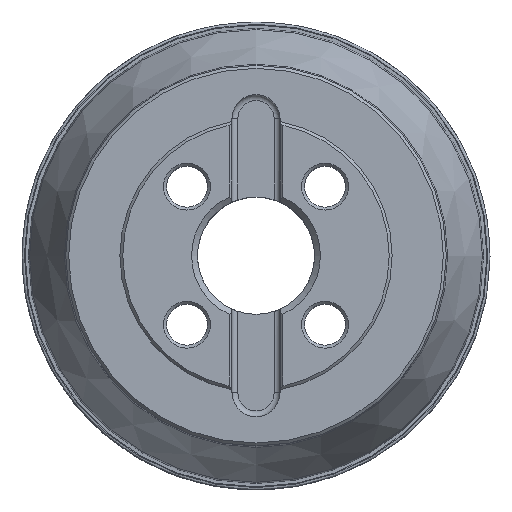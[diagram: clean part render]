
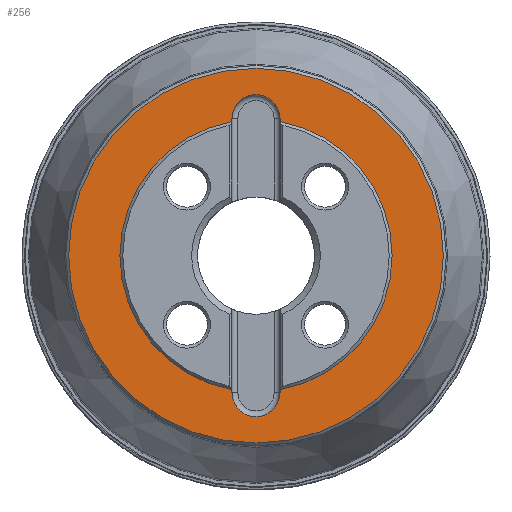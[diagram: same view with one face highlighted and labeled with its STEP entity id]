
A CAD part, top view. The second image highlights one B-rep face of the part: STEP entity #256.
In plain terms, the highlighted planar face has unit normal (0, 0, 1).
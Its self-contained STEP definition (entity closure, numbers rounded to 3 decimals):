
#64=PLANE('',#1341);
#144=LINE('',#2394,#180);
#145=LINE('',#2399,#181);
#146=LINE('',#2403,#182);
#147=LINE('',#2407,#183);
#180=VECTOR('',#1587,1.);
#181=VECTOR('',#1590,1.);
#182=VECTOR('',#1593,1.);
#183=VECTOR('',#1596,1.);
#256=ADVANCED_FACE('',(#425,#426),#64,.F.);
#425=FACE_BOUND('',#540,.T.);
#426=FACE_BOUND('',#541,.T.);
#540=EDGE_LOOP('',(#732));
#541=EDGE_LOOP('',(#733,#734,#735,#736,#737,#738,#739,#740));
#732=ORIENTED_EDGE('',*,*,#1103,.T.);
#733=ORIENTED_EDGE('',*,*,#1104,.F.);
#734=ORIENTED_EDGE('',*,*,#1105,.T.);
#735=ORIENTED_EDGE('',*,*,#1106,.T.);
#736=ORIENTED_EDGE('',*,*,#1107,.T.);
#737=ORIENTED_EDGE('',*,*,#1108,.T.);
#738=ORIENTED_EDGE('',*,*,#1109,.T.);
#739=ORIENTED_EDGE('',*,*,#1110,.F.);
#740=ORIENTED_EDGE('',*,*,#1111,.T.);
#978=VERTEX_POINT('',#2393);
#979=VERTEX_POINT('',#2395);
#980=VERTEX_POINT('',#2396);
#981=VERTEX_POINT('',#2398);
#982=VERTEX_POINT('',#2400);
#983=VERTEX_POINT('',#2402);
#984=VERTEX_POINT('',#2404);
#985=VERTEX_POINT('',#2406);
#986=VERTEX_POINT('',#2408);
#1103=EDGE_CURVE('',#978,#978,#1232,.T.);
#1104=EDGE_CURVE('',#979,#980,#144,.T.);
#1105=EDGE_CURVE('',#979,#981,#1233,.T.);
#1106=EDGE_CURVE('',#981,#982,#145,.T.);
#1107=EDGE_CURVE('',#982,#983,#1234,.T.);
#1108=EDGE_CURVE('',#983,#984,#146,.T.);
#1109=EDGE_CURVE('',#984,#985,#1235,.T.);
#1110=EDGE_CURVE('',#986,#985,#147,.T.);
#1111=EDGE_CURVE('',#986,#980,#1236,.T.);
#1232=CIRCLE('',#1336,64.);
#1233=CIRCLE('',#1337,8.2);
#1234=CIRCLE('',#1338,46.5);
#1235=CIRCLE('',#1339,8.2);
#1236=CIRCLE('',#1340,46.5);
#1336=AXIS2_PLACEMENT_3D('',#2392,#1585,#1586);
#1337=AXIS2_PLACEMENT_3D('',#2397,#1588,#1589);
#1338=AXIS2_PLACEMENT_3D('',#2401,#1591,#1592);
#1339=AXIS2_PLACEMENT_3D('',#2405,#1594,#1595);
#1340=AXIS2_PLACEMENT_3D('',#2409,#1597,#1598);
#1341=AXIS2_PLACEMENT_3D('',#2410,#1599,#1600);
#1585=DIRECTION('',(0.,0.,1.));
#1586=DIRECTION('',(1.,0.,0.));
#1587=DIRECTION('',(0.,-1.,0.));
#1588=DIRECTION('',(0.,0.,-1.));
#1589=DIRECTION('',(1.,0.,0.));
#1590=DIRECTION('',(0.,-1.,0.));
#1591=DIRECTION('',(0.,0.,-1.));
#1592=DIRECTION('',(1.,0.,0.));
#1593=DIRECTION('',(0.,-1.,0.));
#1594=DIRECTION('',(0.,0.,-1.));
#1595=DIRECTION('',(1.,0.,0.));
#1596=DIRECTION('',(0.,-1.,0.));
#1597=DIRECTION('',(0.,0.,-1.));
#1598=DIRECTION('',(1.,0.,0.));
#1599=DIRECTION('',(0.,0.,-1.));
#1600=DIRECTION('',(1.,0.,0.));
#2392=CARTESIAN_POINT('',(0.,0.,-1.));
#2393=CARTESIAN_POINT('',(64.,0.,-1.));
#2394=CARTESIAN_POINT('',(-8.2,46.8,-1.));
#2395=CARTESIAN_POINT('',(-8.2,46.8,-1.));
#2396=CARTESIAN_POINT('',(-8.2,45.771,-1.));
#2397=CARTESIAN_POINT('',(0.,46.8,-1.));
#2398=CARTESIAN_POINT('',(8.2,46.8,-1.));
#2399=CARTESIAN_POINT('',(8.2,46.8,-1.));
#2400=CARTESIAN_POINT('',(8.2,45.771,-1.));
#2401=CARTESIAN_POINT('',(0.,0.,-1.));
#2402=CARTESIAN_POINT('',(8.2,-45.771,-1.));
#2403=CARTESIAN_POINT('',(8.2,0.,-1.));
#2404=CARTESIAN_POINT('',(8.2,-46.8,-1.));
#2405=CARTESIAN_POINT('',(0.,-46.8,-1.));
#2406=CARTESIAN_POINT('',(-8.2,-46.8,-1.));
#2407=CARTESIAN_POINT('',(-8.2,0.,-1.));
#2408=CARTESIAN_POINT('',(-8.2,-45.771,-1.));
#2409=CARTESIAN_POINT('',(0.,0.,-1.));
#2410=CARTESIAN_POINT('',(-46.5,0.,-1.));
